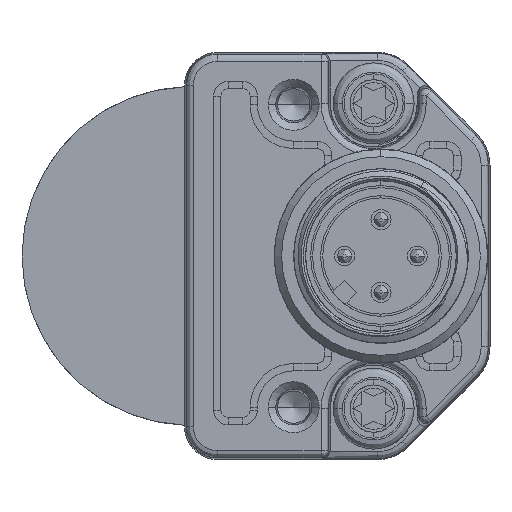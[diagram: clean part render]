
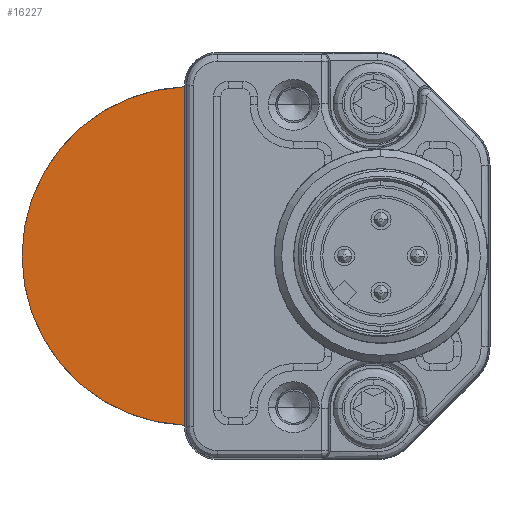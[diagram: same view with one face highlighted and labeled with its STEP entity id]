
A CAD part, left-side view. The second image highlights one B-rep face of the part: STEP entity #16227.
In plain terms, the highlighted planar face has unit normal (-1, 0, 0).
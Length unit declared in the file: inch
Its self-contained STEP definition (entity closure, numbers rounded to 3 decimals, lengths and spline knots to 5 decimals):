
#726=DIRECTION('',(0.,0.,1.));
#727=VECTOR('',#726,0.91659);
#728=CARTESIAN_POINT('',(0.,0.82677,-0.4583));
#729=LINE('',#728,#727);
#730=CARTESIAN_POINT('',(0.,0.80846,0.));
#731=DIRECTION('',(-1.,0.,0.));
#732=DIRECTION('',(0.,0.04,0.999));
#733=AXIS2_PLACEMENT_3D('',#730,#731,#732);
#14226=CARTESIAN_POINT('',(0.,0.82677,-0.4583));
#14227=CARTESIAN_POINT('',(0.,0.82677,0.4583));
#14228=VERTEX_POINT('',#14226);
#14229=VERTEX_POINT('',#14227);
#16217=CARTESIAN_POINT('',(0.,0.74941,0.));
#16218=DIRECTION('',(-1.,0.,0.));
#16219=DIRECTION('',(0.,0.,1.));
#16220=AXIS2_PLACEMENT_3D('',#16217,#16218,#16219);
#16221=PLANE('',#16220);
#16223=ORIENTED_EDGE('',*,*,#16222,.F.);
#16224=ORIENTED_EDGE('',*,*,#16205,.F.);
#16225=EDGE_LOOP('',(#16223,#16224));
#16226=FACE_OUTER_BOUND('',#16225,.F.);
#16227=ADVANCED_FACE('',(#16226),#16221,.T.);
#734=CIRCLE('',#733,0.45866);
#16205=EDGE_CURVE('',#14229,#14228,#734,.T.);
#16222=EDGE_CURVE('',#14228,#14229,#729,.T.);
